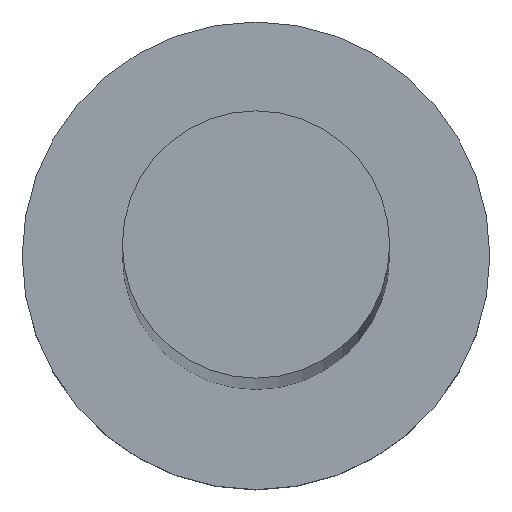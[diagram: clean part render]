
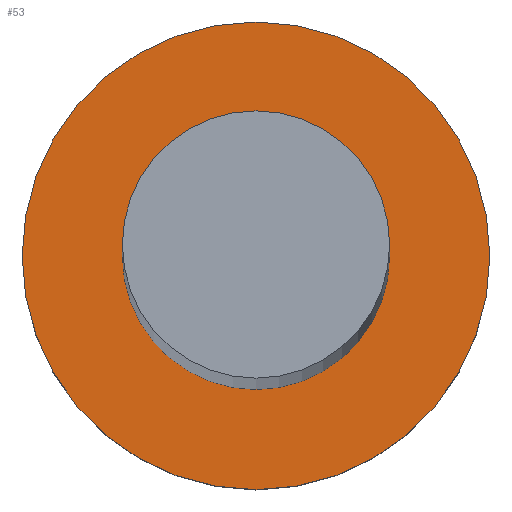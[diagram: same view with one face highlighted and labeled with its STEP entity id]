
A CAD part, top view. The second image highlights one B-rep face of the part: STEP entity #53.
In plain terms, the highlighted planar face has unit normal (0, 0, 1).
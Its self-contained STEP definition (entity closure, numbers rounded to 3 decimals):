
#13 = DIRECTION ( 'NONE',  ( 1., 0., 0. ) ) ;
#20 = CARTESIAN_POINT ( 'NONE',  ( -4., 0., 5. ) ) ;
#26 = DIRECTION ( 'NONE',  ( 1., 0., 0. ) ) ;
#27 = ORIENTED_EDGE ( 'NONE', *, *, #188, .F. ) ;
#32 = DIRECTION ( 'NONE',  ( 0., 0., 1. ) ) ;
#46 = DIRECTION ( 'NONE',  ( 1., 0., 0. ) ) ;
#49 = CARTESIAN_POINT ( 'NONE',  ( 0., 0., 5. ) ) ;
#53 = ADVANCED_FACE ( 'NONE', ( #234, #79 ), #144, .T. ) ;
#56 = CIRCLE ( 'NONE', #111, 4. ) ;
#59 = EDGE_CURVE ( 'NONE', #255, #120, #61, .T. ) ;
#61 = CIRCLE ( 'NONE', #249, 7. ) ;
#65 = EDGE_CURVE ( 'NONE', #120, #255, #243, .T. ) ;
#66 = CARTESIAN_POINT ( 'NONE',  ( 0., 0., 5. ) ) ;
#67 = ORIENTED_EDGE ( 'NONE', *, *, #65, .T. ) ;
#79 = FACE_OUTER_BOUND ( 'NONE', #128, .T. ) ;
#84 = CARTESIAN_POINT ( 'NONE',  ( 4., 0., 5. ) ) ;
#89 = DIRECTION ( 'NONE',  ( 0., 0., 1. ) ) ;
#90 = VERTEX_POINT ( 'NONE', #84 ) ;
#97 = ORIENTED_EDGE ( 'NONE', *, *, #200, .F. ) ;
#110 = CARTESIAN_POINT ( 'NONE',  ( 0., 0., 5. ) ) ;
#111 = AXIS2_PLACEMENT_3D ( 'NONE', #110, #176, #46 ) ;
#120 = VERTEX_POINT ( 'NONE', #232 ) ;
#128 = EDGE_LOOP ( 'NONE', ( #244, #67 ) ) ;
#135 = AXIS2_PLACEMENT_3D ( 'NONE', #66, #32, #13 ) ;
#144 = PLANE ( 'NONE',  #226 ) ;
#145 = CIRCLE ( 'NONE', #207, 4. ) ;
#176 = DIRECTION ( 'NONE',  ( 0., 0., 1. ) ) ;
#180 = CARTESIAN_POINT ( 'NONE',  ( -7., 0., 5. ) ) ;
#183 = DIRECTION ( 'NONE',  ( 0., 0., 1. ) ) ;
#184 = CARTESIAN_POINT ( 'NONE',  ( 0., 0., 5. ) ) ;
#185 = EDGE_LOOP ( 'NONE', ( #97, #27 ) ) ;
#188 = EDGE_CURVE ( 'NONE', #90, #203, #145, .T. ) ;
#197 = CARTESIAN_POINT ( 'NONE',  ( 0., 0., 5. ) ) ;
#200 = EDGE_CURVE ( 'NONE', #203, #90, #56, .T. ) ;
#202 = DIRECTION ( 'NONE',  ( 1., 0., 0. ) ) ;
#203 = VERTEX_POINT ( 'NONE', #20 ) ;
#207 = AXIS2_PLACEMENT_3D ( 'NONE', #49, #89, #231 ) ;
#226 = AXIS2_PLACEMENT_3D ( 'NONE', #197, #183, #202 ) ;
#231 = DIRECTION ( 'NONE',  ( 1., 0., 0. ) ) ;
#232 = CARTESIAN_POINT ( 'NONE',  ( 7., 0., 5. ) ) ;
#234 = FACE_BOUND ( 'NONE', #185, .T. ) ;
#239 = DIRECTION ( 'NONE',  ( 0., 0., 1. ) ) ;
#243 = CIRCLE ( 'NONE', #135, 7. ) ;
#244 = ORIENTED_EDGE ( 'NONE', *, *, #59, .T. ) ;
#249 = AXIS2_PLACEMENT_3D ( 'NONE', #184, #239, #26 ) ;
#255 = VERTEX_POINT ( 'NONE', #180 ) ;
